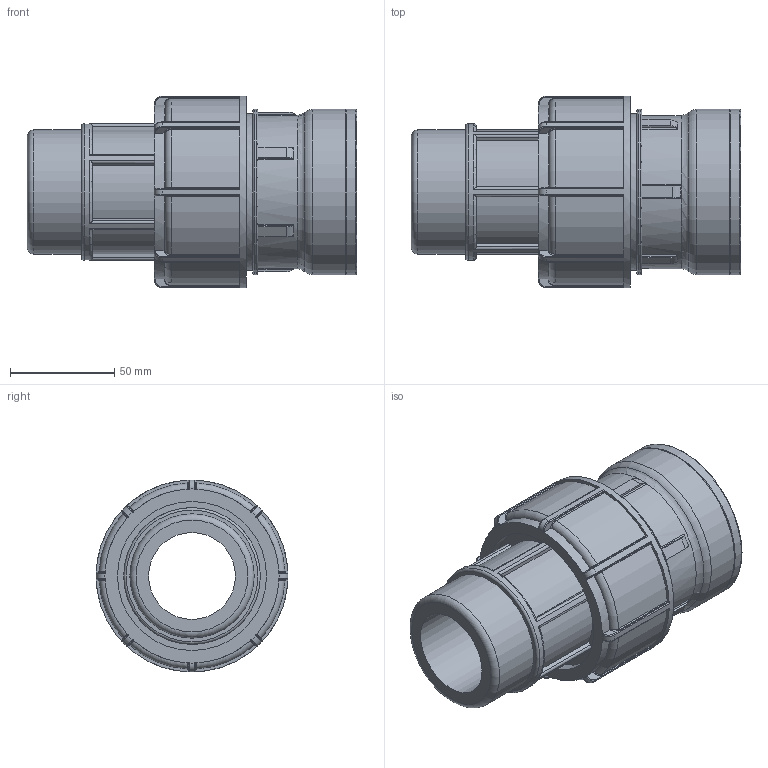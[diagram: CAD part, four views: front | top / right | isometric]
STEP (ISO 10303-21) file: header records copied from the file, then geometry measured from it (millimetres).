
FILE_DESCRIPTION(/* description */ ('PLASSON L.14 UNION ADAPTOR MALE/FEMALE (SILVER) 2"-2"'),/* implementation_level */ '2;1');
FILE_NAME(/* name */ '1403R0020020.ipt.stp',/* time_stamp */ '2018-04-09T13:03:24+03:00',/* author */ ('KIM'),/* organization */ (''),/* preprocessor_version */ 'ST-DEVELOPER v15.6',/* originating_system */ 'Autodesk Inventor 2015',/* authorisation */ '');
FILE_SCHEMA (('AUTOMOTIVE_DESIGN { 1 0 10303 214 3 1 1 }'));
Length unit declared in the file: millimetre
Products named in the file (1): 1403R0020020
Bounding box: 158 x 92.1 x 92.1 mm (x, y, z)
Volume: 444101.7 mm3; surface area: 75287.5 mm2
Topology: 1 solids, 1 shells, 243 faces, 657 edges, 423 vertices
Faces by surface type: cylinder 110, plane 69, bspline 33, torus 29, cone 2
Full cylindrical faces by diameter (mm): 41.73 x1, 56.656 x1, 59.614 x1, 65.575 x1, 71.537 x1, 73.653 x1, 75.352 x1, 79.318 x3, 92.1 x1
Entity records: 8951 total; most frequent: CARTESIAN_POINT 3121, ORIENTED_EDGE 1264, DIRECTION 1135, EDGE_CURVE 632, AXIS2_PLACEMENT_3D 444, VERTEX_POINT 418, EDGE_LOOP 272, LINE 247
